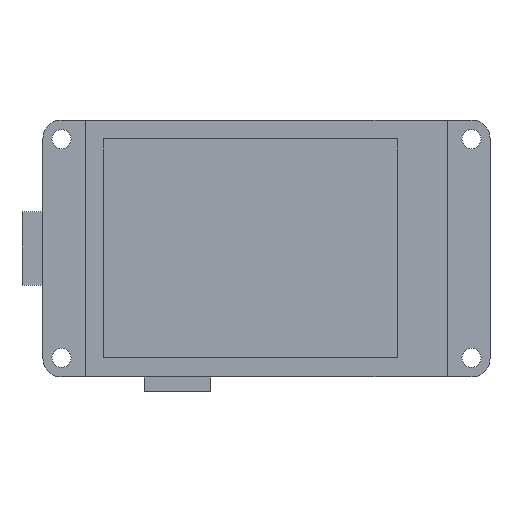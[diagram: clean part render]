
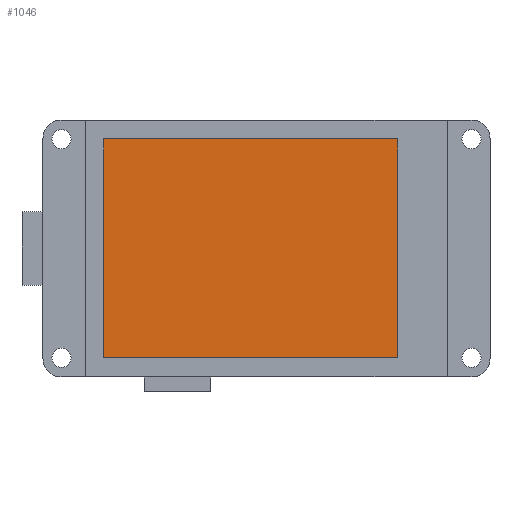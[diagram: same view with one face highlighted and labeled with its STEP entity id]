
A CAD part, top view. The second image highlights one B-rep face of the part: STEP entity #1046.
In plain terms, the highlighted planar face has unit normal (0, 0, 1).
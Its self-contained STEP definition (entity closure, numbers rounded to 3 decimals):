
#32 = AXIS2_PLACEMENT_3D ( 'NONE', #665, #1077, #1159 ) ;
#51 = EDGE_CURVE ( 'NONE', #885, #958, #1047, .T. ) ;
#62 = CARTESIAN_POINT ( 'NONE',  ( -27.11, 0., 4.2 ) ) ;
#107 = ORIENTED_EDGE ( 'NONE', *, *, #396, .F. ) ;
#139 = CARTESIAN_POINT ( 'NONE',  ( 0., 18.25, 4.2 ) ) ;
#164 = EDGE_CURVE ( 'NONE', #958, #1561, #1647, .T. ) ;
#275 = VECTOR ( 'NONE', #1320, 1000. ) ;
#279 = CARTESIAN_POINT ( 'NONE',  ( -27.11, -18.25, 4.2 ) ) ;
#396 = EDGE_CURVE ( 'NONE', #1583, #885, #1378, .T. ) ;
#639 = ORIENTED_EDGE ( 'NONE', *, *, #51, .F. ) ;
#665 = CARTESIAN_POINT ( 'NONE',  ( 0., 0., 4.2 ) ) ;
#698 = ORIENTED_EDGE ( 'NONE', *, *, #164, .F. ) ;
#741 = CARTESIAN_POINT ( 'NONE',  ( 21.89, 18.25, 4.2 ) ) ;
#799 = VECTOR ( 'NONE', #1068, 1000. ) ;
#819 = EDGE_LOOP ( 'NONE', ( #107, #1163, #698, #639 ) ) ;
#834 = EDGE_CURVE ( 'NONE', #1561, #1583, #1026, .T. ) ;
#841 = CARTESIAN_POINT ( 'NONE',  ( -27.11, 18.25, 4.2 ) ) ;
#858 = DIRECTION ( 'NONE',  ( 0., -1., 0. ) ) ;
#885 = VERTEX_POINT ( 'NONE', #841 ) ;
#957 = PLANE ( 'NONE',  #32 ) ;
#958 = VERTEX_POINT ( 'NONE', #741 ) ;
#1026 = LINE ( 'NONE', #1252, #275 ) ;
#1046 = ADVANCED_FACE ( 'NONE', ( #1190 ), #957, .T. ) ;
#1047 = LINE ( 'NONE', #139, #1661 ) ;
#1068 = DIRECTION ( 'NONE',  ( 0., 1., 0. ) ) ;
#1077 = DIRECTION ( 'NONE',  ( 0., 0., 1. ) ) ;
#1159 = DIRECTION ( 'NONE',  ( 1., 0., 0. ) ) ;
#1163 = ORIENTED_EDGE ( 'NONE', *, *, #834, .F. ) ;
#1190 = FACE_OUTER_BOUND ( 'NONE', #819, .T. ) ;
#1227 = CARTESIAN_POINT ( 'NONE',  ( 21.89, -18.25, 4.2 ) ) ;
#1252 = CARTESIAN_POINT ( 'NONE',  ( 0., -18.25, 4.2 ) ) ;
#1270 = DIRECTION ( 'NONE',  ( 1., 0., 0. ) ) ;
#1312 = VECTOR ( 'NONE', #858, 1000. ) ;
#1320 = DIRECTION ( 'NONE',  ( -1., 0., 0. ) ) ;
#1378 = LINE ( 'NONE', #62, #799 ) ;
#1515 = CARTESIAN_POINT ( 'NONE',  ( 21.89, 0., 4.2 ) ) ;
#1561 = VERTEX_POINT ( 'NONE', #1227 ) ;
#1583 = VERTEX_POINT ( 'NONE', #279 ) ;
#1647 = LINE ( 'NONE', #1515, #1312 ) ;
#1661 = VECTOR ( 'NONE', #1270, 1000. ) ;
